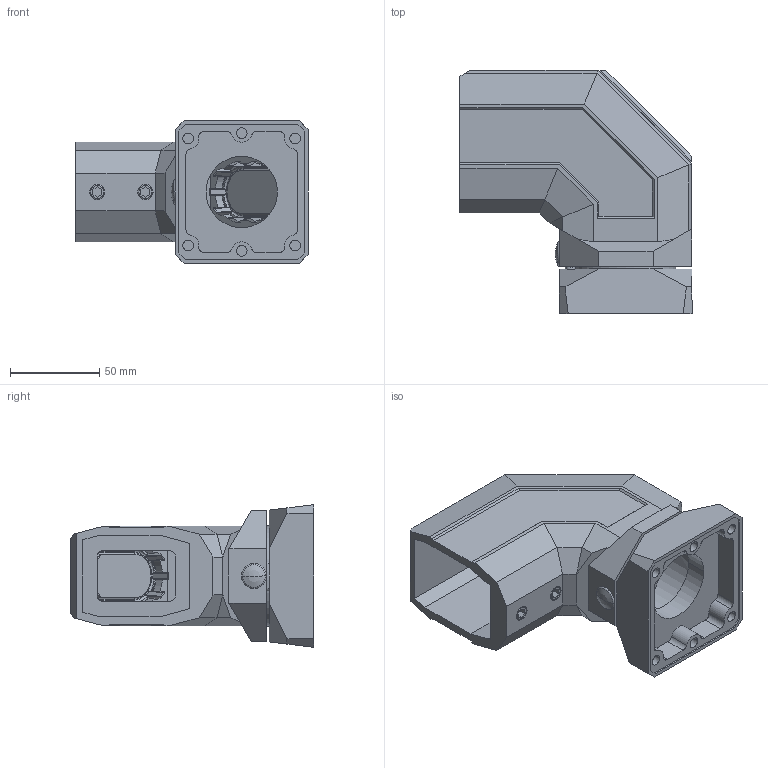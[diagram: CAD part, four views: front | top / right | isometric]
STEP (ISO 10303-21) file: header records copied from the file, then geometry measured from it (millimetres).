
FILE_DESCRIPTION((''),'2;1');
FILE_NAME('WNKELKUPPLUNG_CS-2000SL_ASM','2010-07-27T',('M.Fehring'),(''),'PRO/ENGINEER BY PARAMETRIC TECHNOLOGY CORPORATION, 2005070','PRO/ENGINEER BY PARAMETRIC TECHNOLOGY CORPORATION, 2005070','');
FILE_SCHEMA(('AUTOMOTIVE_DESIGN_CC2 { 1 2 10303 214 -1 1 5 2 }'));
Length unit declared in the file: millimetre
Products named in the file (9): KUPPLUNG-UNTERT_CS-2000SL; 9502223000; WINKELK-OBERT_CS-2000SL; 9371033000; 9263021000; 9263014000; 9231615000; 9372035000; WNKELKUPPLUNG_CS-2000SL_ASM
Assembly tree (9 placements, depth 2):
  WNKELKUPPLUNG_CS-2000SL_ASM
    KUPPLUNG-UNTERT_CS-2000SL
    9502223000
    WINKELK-OBERT_CS-2000SL
    9371033000
    9263021000  x2
    9263014000
    9231615000
    9372035000
Bounding box: 130.25 x 136.5 x 80 mm (x, y, z)
Volume: 303143.9 mm3; surface area: 105393.5 mm2
Topology: 9 solids, 9 shells, 602 faces, 1504 edges, 941 vertices
Faces by surface type: plane 344, cylinder 146, bspline 42, cone 38, torus 20, sphere 12
Entity records: 24285 total; most frequent: CARTESIAN_POINT 5848, ORIENTED_EDGE 2940, DIRECTION 2880, EDGE_CURVE 1470, PRESENTATION_STYLE_ASSIGNMENT 1412, STYLED_ITEM 1412, CURVE_STYLE 1406, AXIS2_PLACEMENT_3D 993
